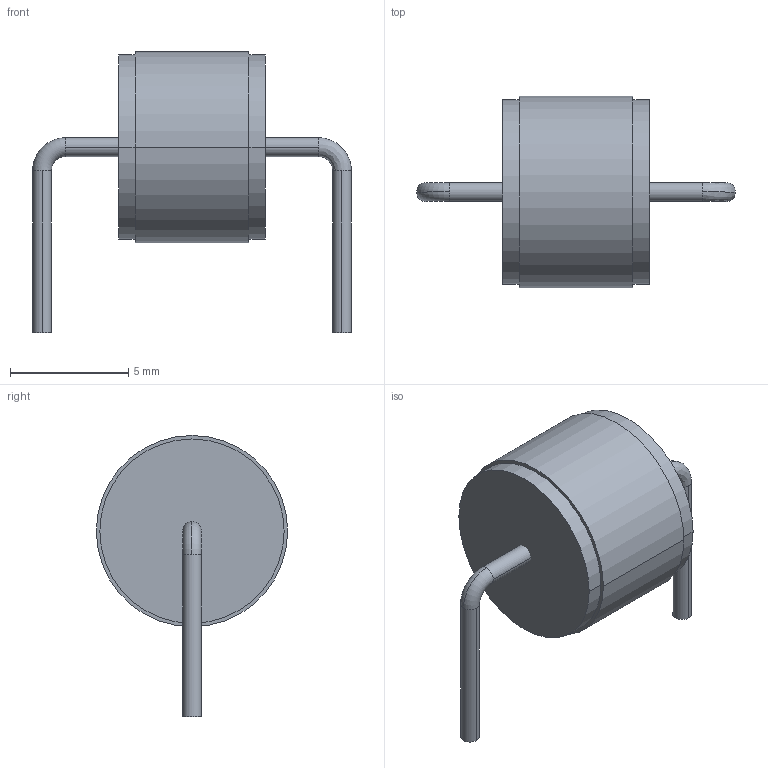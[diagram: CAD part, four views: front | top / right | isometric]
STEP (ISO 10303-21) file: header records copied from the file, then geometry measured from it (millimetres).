
FILE_DESCRIPTION((''),'2;1');
FILE_NAME('SARDAD1270-810X622.stp','2008-11-13T14:00:57',(''),(''),'Mechanical Desktop 2006','Mechanical Desktop 2006',', , ');
FILE_SCHEMA(('AUTOMOTIVE_DESIGN { 1 2 10303 214 0 1 1 1 }'));
Length unit declared in the file: millimetre
Products named in the file (1): SARDAD1270-810X622
Bounding box: 13.5 x 8.1 x 11.9 mm (x, y, z)
Volume: 326.7 mm3; surface area: 319.1 mm2
Topology: 3 solids, 3 shells, 26 faces, 54 edges, 36 vertices
Faces by surface type: cylinder 10, bspline 8, plane 6, torus 2
Entity records: 900 total; most frequent: CARTESIAN_POINT 279, DIRECTION 132, ORIENTED_EDGE 108, AXIS2_PLACEMENT_3D 59, EDGE_CURVE 54, CIRCLE 40, VERTEX_POINT 36, EDGE_LOOP 28
